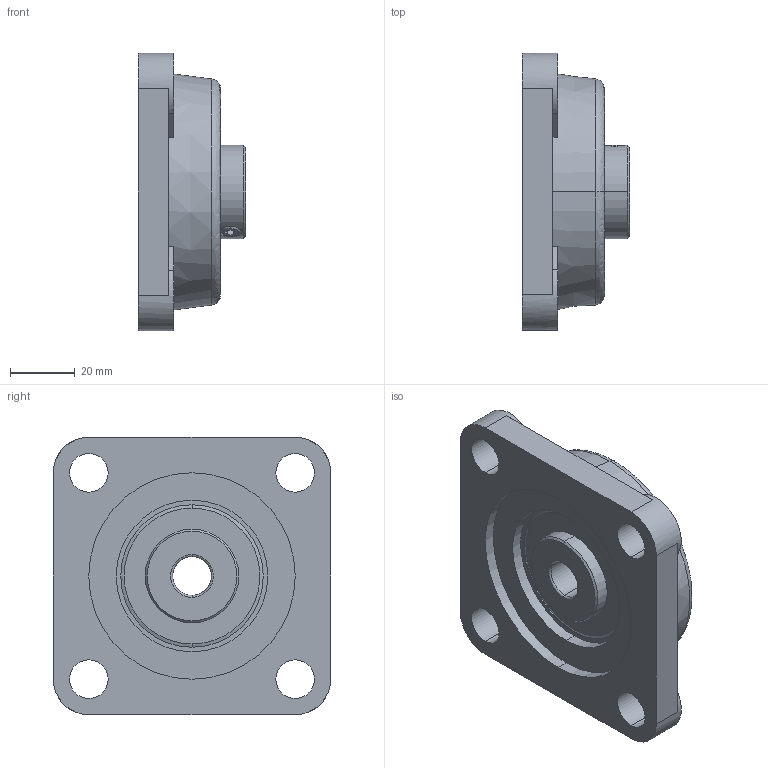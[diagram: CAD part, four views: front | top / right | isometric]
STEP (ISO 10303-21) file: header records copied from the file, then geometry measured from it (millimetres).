
FILE_DESCRIPTION (( 'STEP AP203' ), '1' );
FILE_NAME ('UCF-201.STEP', '2020-07-07T06:39:14', ( '' ), ( '' ), 'SwSTEP 2.0', 'SolidWorks 2018', '' );
FILE_SCHEMA (( 'CONFIG_CONTROL_DESIGN' ));
Length unit declared in the file: millimetre
Products named in the file (1): UCF-201
Bounding box: 33.3 x 86 x 86 mm (x, y, z)
Volume: 108165 mm3; surface area: 30678.6 mm2
Topology: 1 solids, 3 shells, 144 faces, 346 edges, 223 vertices
Faces by surface type: plane 49, cylinder 48, bspline 25, cone 22
Entity records: 5392 total; most frequent: CARTESIAN_POINT 2004, ORIENTED_EDGE 692, DIRECTION 683, EDGE_CURVE 346, AXIS2_PLACEMENT_3D 270, VERTEX_POINT 223, EDGE_LOOP 173, CIRCLE 150
